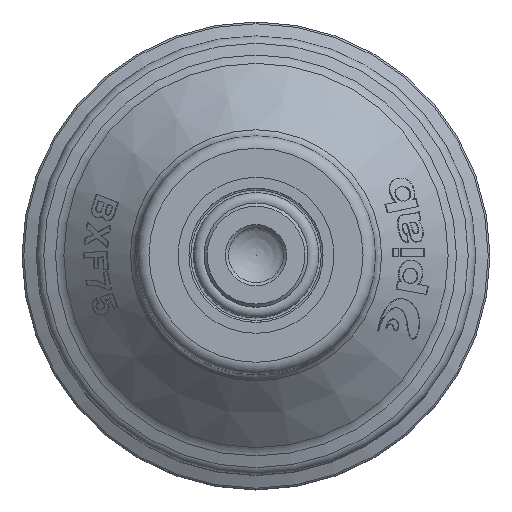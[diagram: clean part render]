
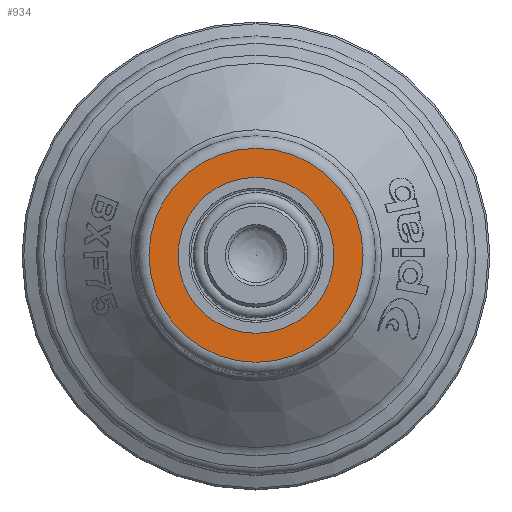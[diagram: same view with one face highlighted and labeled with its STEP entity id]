
A CAD part, top view. The second image highlights one B-rep face of the part: STEP entity #934.
In plain terms, the highlighted planar face has unit normal (0, 0, 1).
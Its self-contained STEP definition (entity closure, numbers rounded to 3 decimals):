
#934 = ADVANCED_FACE( '', ( #1940, #1941 ), #1942, .F. );
#1940 = FACE_OUTER_BOUND( '', #5800, .T. );
#1941 = FACE_BOUND( '', #5801, .T. );
#1942 = PLANE( '', #5802 );
#5800 = EDGE_LOOP( '', ( #8517 ) );
#5801 = EDGE_LOOP( '', ( #8518 ) );
#5802 = AXIS2_PLACEMENT_3D( '', #8519, #8520, #8521 );
#8517 = ORIENTED_EDGE( '', *, *, #9753, .T. );
#8518 = ORIENTED_EDGE( '', *, *, #9741, .T. );
#8519 = CARTESIAN_POINT( '', ( -19.15, 0., 64.905 ) );
#8520 = DIRECTION( '', ( 0., 0., -1. ) );
#8521 = DIRECTION( '', ( -1., 0., 0. ) );
#9741 = EDGE_CURVE( '', #11187, #11187, #11188, .T. );
#9753 = EDGE_CURVE( '', #11201, #11201, #11202, .F. );
#11187 = VERTEX_POINT( '', #15365 );
#11188 = CIRCLE( '', #15366, 10.75 );
#11201 = VERTEX_POINT( '', #15412 );
#11202 = CIRCLE( '', #15413, 17.15 );
#15365 = CARTESIAN_POINT( '', ( -10.75, 0., 64.905 ) );
#15366 = AXIS2_PLACEMENT_3D( '', #16212, #16213, #16214 );
#15412 = CARTESIAN_POINT( '', ( -17.15, 0., 64.905 ) );
#15413 = AXIS2_PLACEMENT_3D( '', #16218, #16219, #16220 );
#16212 = CARTESIAN_POINT( '', ( 0., 0., 64.905 ) );
#16213 = DIRECTION( '', ( 0., 0., -1. ) );
#16214 = DIRECTION( '', ( -1., 0., 0. ) );
#16218 = CARTESIAN_POINT( '', ( 0., 0., 64.905 ) );
#16219 = DIRECTION( '', ( 0., 0., -1. ) );
#16220 = DIRECTION( '', ( -1., 0., 0. ) );
